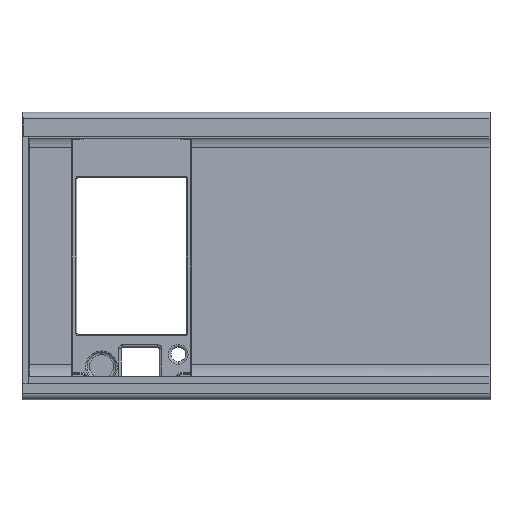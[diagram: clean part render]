
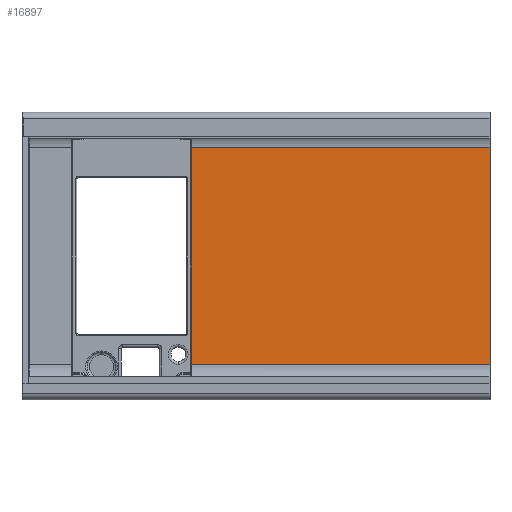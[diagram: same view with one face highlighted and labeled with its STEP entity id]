
A CAD part, left-side view. The second image highlights one B-rep face of the part: STEP entity #16897.
In plain terms, the highlighted planar face has unit normal (-1, 0, 0).
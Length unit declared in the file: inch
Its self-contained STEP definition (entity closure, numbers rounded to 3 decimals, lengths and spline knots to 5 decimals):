
#1349 = CARTESIAN_POINT ( 'NONE',  ( 4.41554, 0.4369, -3.48 ) ) ;
#1370 = VECTOR ( 'NONE', #37009, 39.37008 ) ;
#2097 = CARTESIAN_POINT ( 'NONE',  ( 4.41554, -0.10763, -3.48 ) ) ;
#4365 = AXIS2_PLACEMENT_3D ( 'NONE', #37546, #28007, #12807 ) ;
#5027 = ORIENTED_EDGE ( 'NONE', *, *, #6256, .F. ) ;
#6256 = EDGE_CURVE ( 'NONE', #18631, #24669, #12249, .T. ) ;
#6794 = VECTOR ( 'NONE', #24404, 39.37008 ) ;
#6809 = CARTESIAN_POINT ( 'NONE',  ( 4.41554, 5.12078, 0. ) ) ;
#8027 = EDGE_CURVE ( 'NONE', #33226, #12095, #15872, .T. ) ;
#8501 = EDGE_CURVE ( 'NONE', #18631, #33226, #14445, .T. ) ;
#8803 = DIRECTION ( 'NONE',  ( 0., -1., 0. ) ) ;
#9412 = VECTOR ( 'NONE', #15665, 39.37008 ) ;
#9619 = CARTESIAN_POINT ( 'NONE',  ( 4.41554, 5.12078, -0.07 ) ) ;
#10390 = EDGE_LOOP ( 'NONE', ( #20410, #29042, #5027, #18815 ) ) ;
#11813 = CARTESIAN_POINT ( 'NONE',  ( 4.41554, 0.4369, -0.07 ) ) ;
#12095 = VERTEX_POINT ( 'NONE', #11813 ) ;
#12249 = LINE ( 'NONE', #6809, #6794 ) ;
#12274 = CARTESIAN_POINT ( 'NONE',  ( 4.41554, 7.66427, -0.07 ) ) ;
#12807 = DIRECTION ( 'NONE',  ( 0., 1., 0. ) ) ;
#13001 = PLANE ( 'NONE',  #4365 ) ;
#14445 = LINE ( 'NONE', #2097, #29984 ) ;
#15665 = DIRECTION ( 'NONE',  ( 0., 0., 1. ) ) ;
#15872 = LINE ( 'NONE', #36946, #9412 ) ;
#16897 = ADVANCED_FACE ( 'NONE', ( #31032 ), #13001, .F. ) ;
#18631 = VERTEX_POINT ( 'NONE', #23676 ) ;
#18815 = ORIENTED_EDGE ( 'NONE', *, *, #8501, .T. ) ;
#20410 = ORIENTED_EDGE ( 'NONE', *, *, #8027, .T. ) ;
#21572 = EDGE_CURVE ( 'NONE', #12095, #24669, #28084, .T. ) ;
#23676 = CARTESIAN_POINT ( 'NONE',  ( 4.41554, 5.12078, -3.48 ) ) ;
#24404 = DIRECTION ( 'NONE',  ( 0., 0., 1. ) ) ;
#24669 = VERTEX_POINT ( 'NONE', #9619 ) ;
#28007 = DIRECTION ( 'NONE',  ( 1., 0., 0. ) ) ;
#28084 = LINE ( 'NONE', #12274, #1370 ) ;
#29042 = ORIENTED_EDGE ( 'NONE', *, *, #21572, .T. ) ;
#29984 = VECTOR ( 'NONE', #8803, 39.37008 ) ;
#31032 = FACE_OUTER_BOUND ( 'NONE', #10390, .T. ) ;
#33226 = VERTEX_POINT ( 'NONE', #1349 ) ;
#36946 = CARTESIAN_POINT ( 'NONE',  ( 4.41554, 0.4369, 0. ) ) ;
#37009 = DIRECTION ( 'NONE',  ( 0., 1., 0. ) ) ;
#37546 = CARTESIAN_POINT ( 'NONE',  ( 4.41554, -5.21985, 0. ) ) ;
